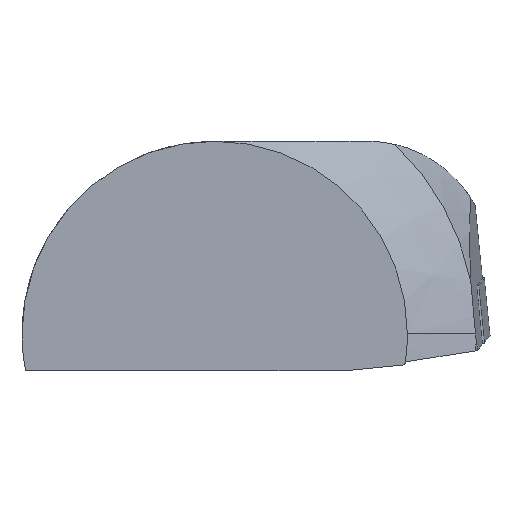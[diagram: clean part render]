
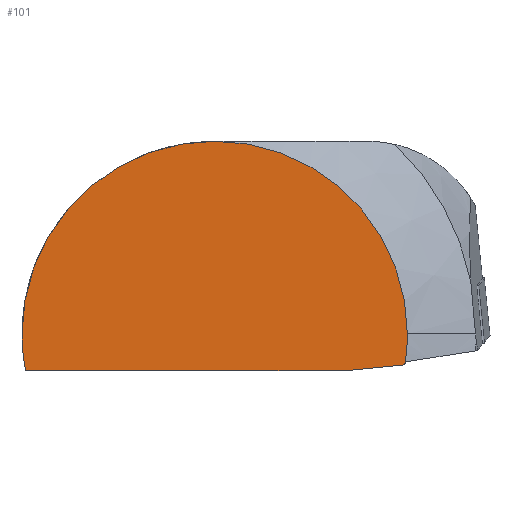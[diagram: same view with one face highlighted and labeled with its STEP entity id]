
A CAD part, top view. The second image highlights one B-rep face of the part: STEP entity #101.
In plain terms, the highlighted planar face has unit normal (0, 0, 1).
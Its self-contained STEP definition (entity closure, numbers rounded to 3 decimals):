
#101=ADVANCED_FACE('',(#160),#161,.T.);
#160=FACE_OUTER_BOUND('',#224,.T.);
#161=PLANE('',#225);
#224=EDGE_LOOP('',(#460,#461,#462,#463,#464));
#225=AXIS2_PLACEMENT_3D('',#465,#466,#467);
#460=ORIENTED_EDGE('',*,*,#575,.F.);
#461=ORIENTED_EDGE('',*,*,#587,.F.);
#462=ORIENTED_EDGE('',*,*,#552,.T.);
#463=ORIENTED_EDGE('',*,*,#586,.F.);
#464=ORIENTED_EDGE('',*,*,#581,.F.);
#465=CARTESIAN_POINT('',(0.0,12.75,0.0));
#466=DIRECTION('',(-0.0,0.0,1.0));
#467=DIRECTION('',(1.0,0.0,0.0));
#552=EDGE_CURVE('',#673,#671,#674,.T.);
#575=EDGE_CURVE('',#711,#707,#713,.T.);
#581=EDGE_CURVE('',#707,#714,#723,.T.);
#586=EDGE_CURVE('',#714,#671,#728,.T.);
#587=EDGE_CURVE('',#673,#711,#729,.T.);
#671=VERTEX_POINT('',#848);
#673=VERTEX_POINT('',#850);
#674=LINE('',#851,#852);
#707=VERTEX_POINT('',#941);
#711=VERTEX_POINT('',#946);
#713=CIRCLE('',#949,31.5);
#714=VERTEX_POINT('',#950);
#723=CIRCLE('',#967,31.5);
#728=CIRCLE('',#973,31.5);
#729=LINE('',#974,#975);
#848=CARTESIAN_POINT('',(31.091,-5.062,0.0));
#850=CARTESIAN_POINT('',(21.656,-6.,0.0));
#851=CARTESIAN_POINT('',(21.656,-6.,0.0));
#852=VECTOR('',#1074,9.481);
#941=CARTESIAN_POINT('',(-31.5,0.,0.0));
#946=CARTESIAN_POINT('',(-30.923,-6.,0.0));
#949=AXIS2_PLACEMENT_3D('',#1102,#1103,#1104);
#950=CARTESIAN_POINT('',(31.5,0.,0.0));
#967=AXIS2_PLACEMENT_3D('',#1115,#1116,#1117);
#973=AXIS2_PLACEMENT_3D('',#1128,#1129,#1130);
#974=CARTESIAN_POINT('',(21.656,-6.,0.0));
#975=VECTOR('',#1131,52.58);
#1074=DIRECTION('',(0.995,0.099,0.0));
#1102=CARTESIAN_POINT('',(0.0,0.,0.0));
#1103=DIRECTION('',(0.0,0.0,-1.0));
#1104=DIRECTION('',(1.0,0.0,0.0));
#1115=CARTESIAN_POINT('',(0.0,0.,0.0));
#1116=DIRECTION('',(0.0,0.0,-1.0));
#1117=DIRECTION('',(1.0,0.0,0.0));
#1128=CARTESIAN_POINT('',(0.0,0.,0.0));
#1129=DIRECTION('',(0.0,0.0,-1.0));
#1130=DIRECTION('',(1.0,0.0,0.0));
#1131=DIRECTION('',(-1.0,0.0,0.0));
